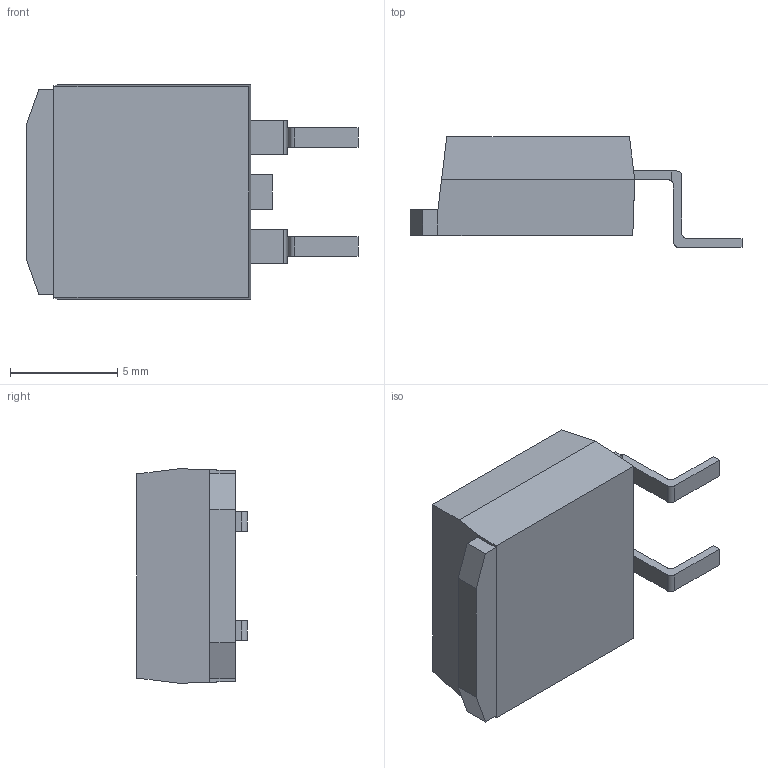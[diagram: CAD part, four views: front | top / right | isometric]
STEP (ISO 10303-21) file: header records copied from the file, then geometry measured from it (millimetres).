
FILE_DESCRIPTION(/* description */ (''),/* implementation_level */ '2;1');
FILE_NAME(/* name */ 'MCB90N12A-TP.step',/* time_stamp */ '2024-05-16T11:51:29-04:00',/* author */ (''),/* organization */ (''),/* preprocessor_version */ 'ST-DEVELOPER v20',/* originating_system */ 'Autodesk Translation Framework v13.14.0.145',/* authorisation */ '');
FILE_SCHEMA (('AUTOMOTIVE_DESIGN { 1 0 10303 214 3 1 1 }'));
Length unit declared in the file: millimetre
Products named in the file (4): (Unsaved); Áã¼þ1; Áã¼þ3; Áã¼þ2
Assembly tree (3 placements, depth 2):
  (Unsaved)
    Áã¼þ1
    Áã¼þ3
    Áã¼þ2
Bounding box: 15.47 x 5.15 x 10 mm (x, y, z)
Volume: 426.9 mm3; surface area: 451.7 mm2
Topology: 5 solids, 5 shells, 60 faces, 148 edges, 98 vertices
Faces by surface type: plane 52, cylinder 8
Entity records: 1885 total; most frequent: CARTESIAN_POINT 313, DIRECTION 302, ORIENTED_EDGE 296, EDGE_CURVE 148, LINE 128, VECTOR 128, VERTEX_POINT 98, AXIS2_PLACEMENT_3D 87
